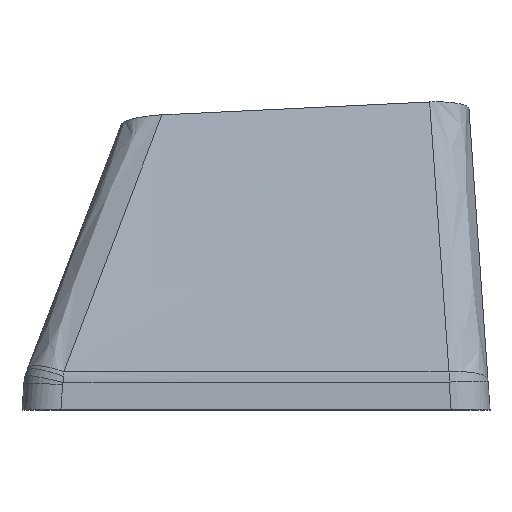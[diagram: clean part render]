
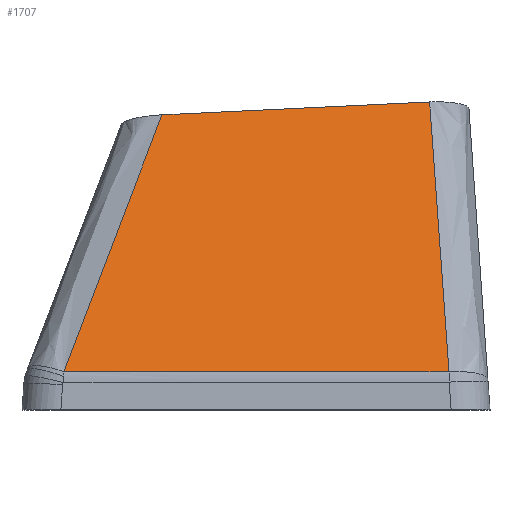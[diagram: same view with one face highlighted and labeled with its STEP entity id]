
A CAD part, top view. The second image highlights one B-rep face of the part: STEP entity #1707.
In plain terms, the highlighted free-form (B-spline) face has degree [3, 3] with [4, 4] control points.
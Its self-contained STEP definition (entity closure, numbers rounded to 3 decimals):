
#76=LINE('',#2909,#207);
#207=VECTOR('',#2046,10.);
#351=B_SPLINE_CURVE_WITH_KNOTS('',3,(#2679,#2680,#2681,#2682),
 .UNSPECIFIED.,.F.,.F.,(4,4),(0.148,1.629),
 .UNSPECIFIED.);
#361=B_SPLINE_CURVE_WITH_KNOTS('',3,(#2874,#2875,#2876,#2877),
 .UNSPECIFIED.,.F.,.F.,(4,4),(-1.096,0.),
 .UNSPECIFIED.);
#363=B_SPLINE_CURVE_WITH_KNOTS('',3,(#2905,#2906,#2907,#2908),
 .UNSPECIFIED.,.F.,.F.,(4,4),(0.,1.08),
 .UNSPECIFIED.);
#466=FACE_OUTER_BOUND('',#567,.T.);
#567=EDGE_LOOP('',(#1197,#1198,#1199,#1200));
#708=VERTEX_POINT('',#2604);
#711=VERTEX_POINT('',#2652);
#719=VERTEX_POINT('',#2873);
#720=VERTEX_POINT('',#2904);
#889=EDGE_CURVE('',#711,#708,#351,.T.);
#903=EDGE_CURVE('',#708,#719,#361,.T.);
#905=EDGE_CURVE('',#720,#711,#363,.T.);
#906=EDGE_CURVE('',#720,#719,#76,.T.);
#1197=ORIENTED_EDGE('',*,*,#889,.F.);
#1198=ORIENTED_EDGE('',*,*,#905,.F.);
#1199=ORIENTED_EDGE('',*,*,#906,.T.);
#1200=ORIENTED_EDGE('',*,*,#903,.F.);
#1675=B_SPLINE_SURFACE_WITH_KNOTS('',3,3,((#2888,#2889,#2890,#2891),(#2892,
#2893,#2894,#2895),(#2896,#2897,#2898,#2899),(#2900,#2901,#2902,#2903)),
 .UNSPECIFIED.,.F.,.F.,.F.,(4,4),(4,4),(0.083,0.918),
(0.,0.982),.UNSPECIFIED.);
#1707=ADVANCED_FACE('',(#466),#1675,.T.);
#2046=DIRECTION('',(-0.999,-0.048,0.));
#2604=CARTESIAN_POINT('',(-7.388,1.451,8.854));
#2652=CARTESIAN_POINT('',(7.423,1.439,8.86));
#2679=CARTESIAN_POINT('Ctrl Pts',(7.423,1.439,8.86));
#2680=CARTESIAN_POINT('Ctrl Pts',(2.486,1.443,8.858));
#2681=CARTESIAN_POINT('Ctrl Pts',(-2.451,1.447,8.856));
#2682=CARTESIAN_POINT('Ctrl Pts',(-7.388,1.451,8.854));
#2873=CARTESIAN_POINT('',(-3.616,11.334,6.));
#2874=CARTESIAN_POINT('Ctrl Pts',(-7.388,1.451,8.854));
#2875=CARTESIAN_POINT('Ctrl Pts',(-6.129,4.745,7.901));
#2876=CARTESIAN_POINT('Ctrl Pts',(-4.871,8.039,6.949));
#2877=CARTESIAN_POINT('Ctrl Pts',(-3.616,11.334,6.));
#2888=CARTESIAN_POINT('Ctrl Pts',(7.067,11.847,6.));
#2889=CARTESIAN_POINT('Ctrl Pts',(7.186,8.378,6.953));
#2890=CARTESIAN_POINT('Ctrl Pts',(7.304,4.908,7.907));
#2891=CARTESIAN_POINT('Ctrl Pts',(7.423,1.439,8.86));
#2892=CARTESIAN_POINT('Ctrl Pts',(3.382,11.67,6.));
#2893=CARTESIAN_POINT('Ctrl Pts',(3.083,8.259,6.953));
#2894=CARTESIAN_POINT('Ctrl Pts',(2.783,4.847,7.907));
#2895=CARTESIAN_POINT('Ctrl Pts',(2.484,1.436,8.86));
#2896=CARTESIAN_POINT('Ctrl Pts',(-0.303,11.493,6.));
#2897=CARTESIAN_POINT('Ctrl Pts',(-1.021,8.14,6.953));
#2898=CARTESIAN_POINT('Ctrl Pts',(-1.738,4.786,7.907));
#2899=CARTESIAN_POINT('Ctrl Pts',(-2.456,1.432,8.86));
#2900=CARTESIAN_POINT('Ctrl Pts',(-3.988,11.316,6.));
#2901=CARTESIAN_POINT('Ctrl Pts',(-5.124,8.02,6.953));
#2902=CARTESIAN_POINT('Ctrl Pts',(-6.26,4.725,7.907));
#2903=CARTESIAN_POINT('Ctrl Pts',(-7.396,1.429,8.86));
#2904=CARTESIAN_POINT('',(6.678,11.828,6.));
#2905=CARTESIAN_POINT('Ctrl Pts',(6.678,11.828,6.));
#2906=CARTESIAN_POINT('Ctrl Pts',(6.928,8.366,6.956));
#2907=CARTESIAN_POINT('Ctrl Pts',(7.176,4.902,7.908));
#2908=CARTESIAN_POINT('Ctrl Pts',(7.423,1.439,8.86));
#2909=CARTESIAN_POINT('',(8.168,11.9,6.));
